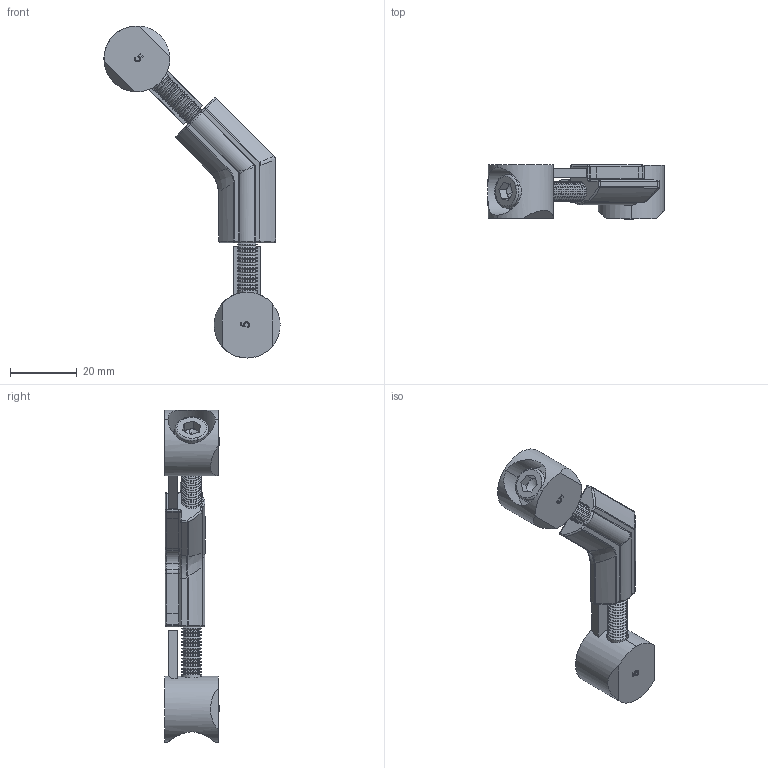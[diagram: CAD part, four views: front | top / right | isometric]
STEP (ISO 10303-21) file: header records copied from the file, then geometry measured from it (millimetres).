
FILE_DESCRIPTION (( 'STEP AP214' ), '1' );
FILE_NAME ('099a0840w45.STEP', '2014-08-21T08:25:18', ( '' ), ( '' ), 'SwSTEP 2.0', 'SolidWorks 2014', '' );
FILE_SCHEMA (( 'AUTOMOTIVE_DESIGN' ));
Length unit declared in the file: millimetre
Products named in the file (4): socket head cap screw_din_DIN 912 M6 x 35 --- 24S; 099a084016r_099 a 0840 s08 rb; 099a0840w45r01(FZ)_Standard; 099a0840w45
Assembly tree (5 placements, depth 2):
  099a0840w45
    099a0840w45r01(FZ)_Standard
    099a084016r_099 a 0840 s08 rb  x2
    socket head cap screw_din_DIN 912 M6 x 35 --- 24S  x2
Bounding box: 52.69 x 16.2 x 99.34 mm (x, y, z)
Volume: 14584.4 mm3; surface area: 10182.8 mm2
Topology: 5 solids, 5 shells, 559 faces, 1414 edges, 848 vertices
Faces by surface type: cone 210, cylinder 175, plane 90, torus 38, bspline 30, sphere 16
Entity records: 11373 total; most frequent: CARTESIAN_POINT 2728, DIRECTION 1935, ORIENTED_EDGE 1722, EDGE_CURVE 861, AXIS2_PLACEMENT_3D 786, VERTEX_POINT 517, CIRCLE 446, VECTOR 363
